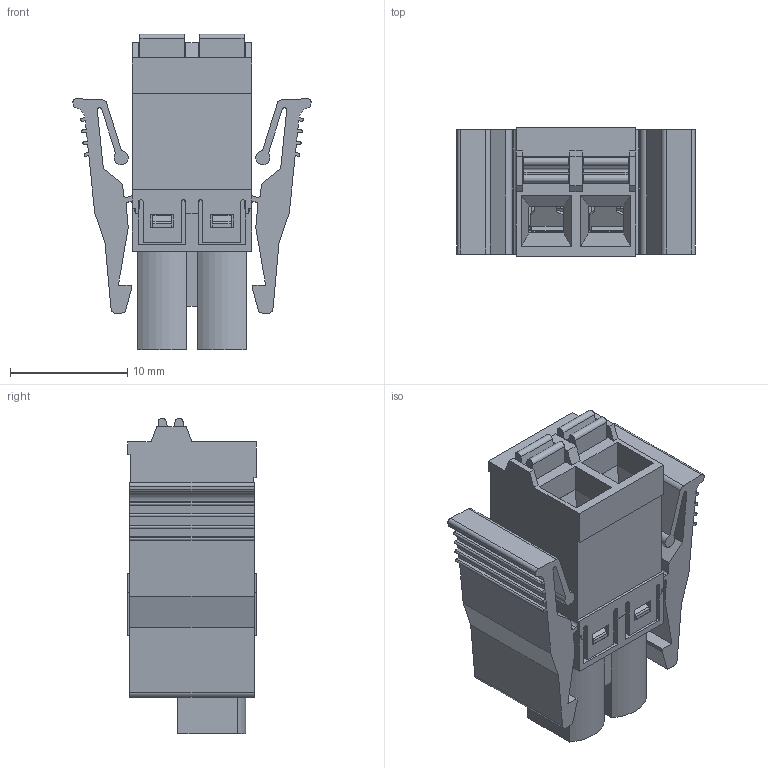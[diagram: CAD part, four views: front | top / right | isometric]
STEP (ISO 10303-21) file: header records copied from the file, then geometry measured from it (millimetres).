
FILE_DESCRIPTION(/* description */ ('Unknown'),/* implementation_level */ '2;1');
FILE_NAME(/* name */ '691304530002',/* time_stamp */ '2021-06-02T17:33:58+02:00',/* author */ ('Unknown'),/* organization */ ('Unknown'),/* preprocessor_version */ 'ST-DEVELOPER v16.7',/* originating_system */ 'Solid Edge',/* authorisation */ 'Unknown');
FILE_SCHEMA (('AUTOMOTIVE_DESIGN {1 0 10303 214 3 1 1}'));
Length unit declared in the file: millimetre
Products named in the file (6): 6913045300xx; 691304530002; 691304530002_Bas; 6913045300xx_Levier; 6913045300xx_Lamelle; 6913045300xx_Pin
Assembly tree (8 placements, depth 2):
  6913045300xx
    691304530002
    691304530002_Bas
    6913045300xx_Levier  x2
    6913045300xx_Lamelle  x2
    6913045300xx_Pin  x2
Bounding box: 20.32 x 11 x 26.91 mm (x, y, z)
Volume: 1993.7 mm3; surface area: 5528.7 mm2
Topology: 8 solids, 8 shells, 885 faces, 2471 edges, 1612 vertices
Faces by surface type: plane 662, cylinder 215, bspline 6, cone 2
Full cylindrical faces by diameter (mm): 1.5 x2, 3 x2
Entity records: 21675 total; most frequent: CARTESIAN_POINT 3935, ORIENTED_EDGE 3760, DIRECTION 3503, EDGE_CURVE 1880, LINE 1591, VECTOR 1591, VERTEX_POINT 1231, AXIS2_PLACEMENT_3D 956
